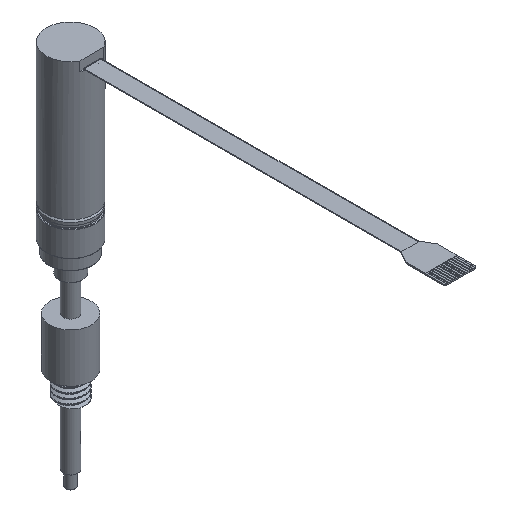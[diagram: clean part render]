
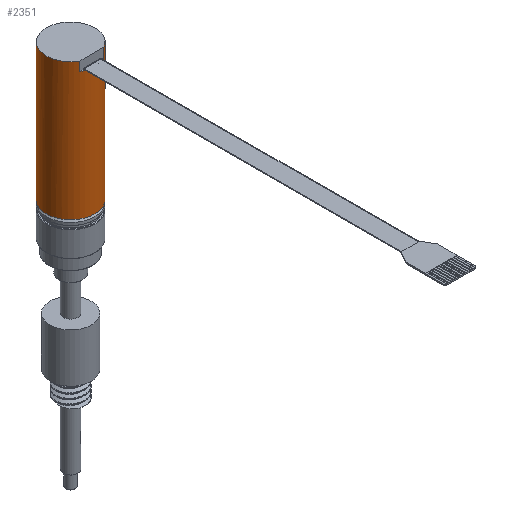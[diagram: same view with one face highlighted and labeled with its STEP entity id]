
A CAD part, isometric view. The second image highlights one B-rep face of the part: STEP entity #2351.
In plain terms, the highlighted cylindrical face has radius 5 mm (diameter 10 mm), a full revolution.
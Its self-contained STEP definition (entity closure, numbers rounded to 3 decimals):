
#185=FACE_OUTER_BOUND('',#320,.T.);
#320=EDGE_LOOP('',(#1763,#1764,#1765,#1766,#1767,#1768,#1769,#1770,#1771));
#469=CIRCLE('',#2568,5.);
#470=CIRCLE('',#2569,5.);
#471=CIRCLE('',#2571,5.);
#472=CIRCLE('',#2572,5.);
#473=CIRCLE('',#2573,5.);
#536=LINE('',#6072,#748);
#537=LINE('',#6074,#749);
#538=LINE('',#6077,#750);
#748=VECTOR('',#2944,5.);
#749=VECTOR('',#2945,1.9);
#750=VECTOR('',#2948,1.9);
#1027=VERTEX_POINT('',#6061);
#1028=VERTEX_POINT('',#6062);
#1029=VERTEX_POINT('',#6064);
#1030=VERTEX_POINT('',#6068);
#1031=VERTEX_POINT('',#6069);
#1032=VERTEX_POINT('',#6073);
#1033=VERTEX_POINT('',#6075);
#1294=EDGE_CURVE('',#1029,#1028,#469,.T.);
#1295=EDGE_CURVE('',#1027,#1029,#470,.T.);
#1296=EDGE_CURVE('',#1030,#1031,#471,.T.);
#1297=EDGE_CURVE('',#1031,#1030,#472,.T.);
#1298=EDGE_CURVE('',#1031,#1029,#536,.T.);
#1299=EDGE_CURVE('',#1028,#1032,#537,.T.);
#1300=EDGE_CURVE('',#1032,#1033,#473,.T.);
#1301=EDGE_CURVE('',#1033,#1027,#538,.T.);
#1763=ORIENTED_EDGE('',*,*,#1296,.F.);
#1764=ORIENTED_EDGE('',*,*,#1297,.F.);
#1765=ORIENTED_EDGE('',*,*,#1298,.T.);
#1766=ORIENTED_EDGE('',*,*,#1294,.T.);
#1767=ORIENTED_EDGE('',*,*,#1299,.T.);
#1768=ORIENTED_EDGE('',*,*,#1300,.T.);
#1769=ORIENTED_EDGE('',*,*,#1301,.T.);
#1770=ORIENTED_EDGE('',*,*,#1295,.T.);
#1771=ORIENTED_EDGE('',*,*,#1298,.F.);
#2168=CYLINDRICAL_SURFACE('',#2570,5.);
#2351=ADVANCED_FACE('',(#185),#2168,.T.);
#2568=AXIS2_PLACEMENT_3D('',#6065,#2934,#2935);
#2569=AXIS2_PLACEMENT_3D('',#6066,#2936,#2937);
#2570=AXIS2_PLACEMENT_3D('',#6067,#2938,#2939);
#2571=AXIS2_PLACEMENT_3D('',#6070,#2940,#2941);
#2572=AXIS2_PLACEMENT_3D('',#6071,#2942,#2943);
#2573=AXIS2_PLACEMENT_3D('',#6076,#2946,#2947);
#2934=DIRECTION('center_axis',(0.,0.,
-1.));
#2935=DIRECTION('ref_axis',(0.002,-1.,0.));
#2936=DIRECTION('center_axis',(0.,0.,
-1.));
#2937=DIRECTION('ref_axis',(0.002,-1.,0.));
#2938=DIRECTION('center_axis',(0.,0.,
-1.));
#2939=DIRECTION('ref_axis',(0.002,-1.,0.));
#2940=DIRECTION('center_axis',(0.,0.,
-1.));
#2941=DIRECTION('ref_axis',(0.002,-1.,0.));
#2942=DIRECTION('center_axis',(0.,0.,
-1.));
#2943=DIRECTION('ref_axis',(0.002,-1.,0.));
#2944=DIRECTION('',(0.,0.,1.));
#2945=DIRECTION('',(0.,0.,-1.));
#2946=DIRECTION('center_axis',(0.,0.,
-1.));
#2947=DIRECTION('ref_axis',(0.002,-1.,0.));
#2948=DIRECTION('',(0.,0.,1.));
#6061=CARTESIAN_POINT('',(-2.458,-4.354,37.6));
#6062=CARTESIAN_POINT('',(2.473,-4.346,37.6));
#6064=CARTESIAN_POINT('',(-0.009,5.,37.6));
#6065=CARTESIAN_POINT('Origin',(0.,0.,
37.6));
#6066=CARTESIAN_POINT('Origin',(0.,0.,
37.6));
#6067=CARTESIAN_POINT('Origin',(0.,0.,
23.55));
#6068=CARTESIAN_POINT('',(0.009,-5.,9.5));
#6069=CARTESIAN_POINT('',(-0.009,5.,9.5));
#6070=CARTESIAN_POINT('Origin',(0.,0.,
9.5));
#6071=CARTESIAN_POINT('Origin',(0.,0.,
9.5));
#6072=CARTESIAN_POINT('',(-0.009,5.,23.55));
#6073=CARTESIAN_POINT('',(2.473,-4.346,35.7));
#6074=CARTESIAN_POINT('',(2.473,-4.346,37.6));
#6075=CARTESIAN_POINT('',(-2.458,-4.354,35.7));
#6076=CARTESIAN_POINT('Origin',(0.,0.,
35.7));
#6077=CARTESIAN_POINT('',(-2.458,-4.354,35.7));
